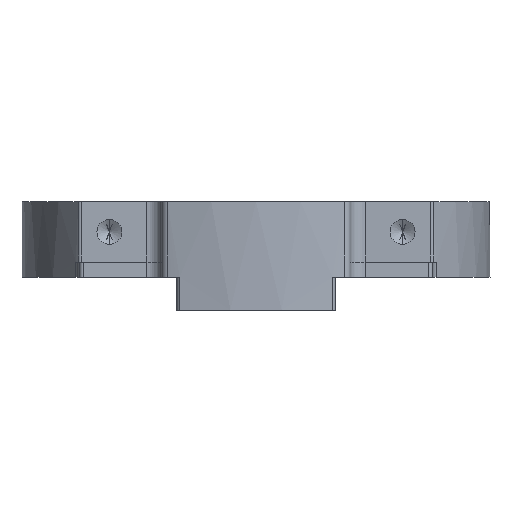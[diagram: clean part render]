
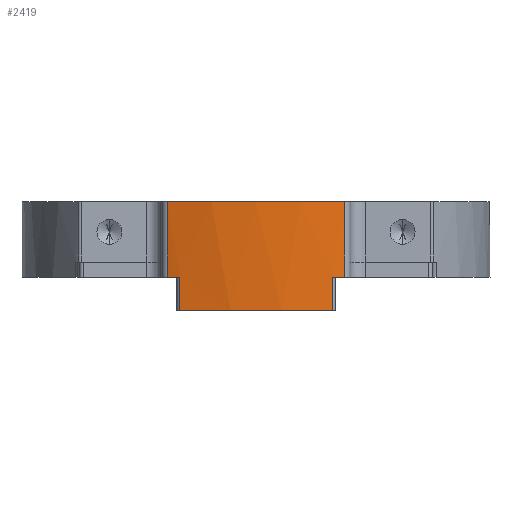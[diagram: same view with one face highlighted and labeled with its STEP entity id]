
A CAD part, front view. The second image highlights one B-rep face of the part: STEP entity #2419.
In plain terms, the highlighted cylindrical face has radius 41.1 mm (diameter 82.2 mm), a partial arc.
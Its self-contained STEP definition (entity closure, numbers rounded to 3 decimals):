
#133 = DIRECTION ( 'NONE',  ( 0., 0., -1. ) ) ;
#144 = LINE ( 'NONE', #907, #2994 ) ;
#145 = DIRECTION ( 'NONE',  ( 1., 0., 0. ) ) ;
#239 = VERTEX_POINT ( 'NONE', #1281 ) ;
#254 = CARTESIAN_POINT ( 'NONE',  ( -10.148, -39.828, 0. ) ) ;
#378 = VERTEX_POINT ( 'NONE', #2978 ) ;
#452 = ORIENTED_EDGE ( 'NONE', *, *, #3367, .T. ) ;
#578 = CARTESIAN_POINT ( 'NONE',  ( 0., 0., 10. ) ) ;
#713 = CIRCLE ( 'NONE', #1278, 41.1 ) ;
#723 = CARTESIAN_POINT ( 'NONE',  ( 0., 0., 0. ) ) ;
#759 = CARTESIAN_POINT ( 'NONE',  ( -11.787, -39.374, 10. ) ) ;
#806 = DIRECTION ( 'NONE',  ( 0., 0., -1. ) ) ;
#901 = EDGE_LOOP ( 'NONE', ( #3361, #1536, #452, #1295, #1161, #2738, #2426, #1867 ) ) ;
#907 = CARTESIAN_POINT ( 'NONE',  ( 11.787, -39.374, 10. ) ) ;
#921 = EDGE_CURVE ( 'NONE', #1689, #378, #3152, .T. ) ;
#937 = DIRECTION ( 'NONE',  ( 0., 0., -1. ) ) ;
#1027 = LINE ( 'NONE', #759, #2324 ) ;
#1062 = DIRECTION ( 'NONE',  ( 1., 0., 0. ) ) ;
#1073 = DIRECTION ( 'NONE',  ( 1., 0., 0. ) ) ;
#1132 = EDGE_CURVE ( 'NONE', #1689, #2288, #1251, .T. ) ;
#1136 = DIRECTION ( 'NONE',  ( 0., 0., 1. ) ) ;
#1161 = ORIENTED_EDGE ( 'NONE', *, *, #1972, .F. ) ;
#1229 = VERTEX_POINT ( 'NONE', #254 ) ;
#1243 = VERTEX_POINT ( 'NONE', #2644 ) ;
#1251 = LINE ( 'NONE', #2084, #2992 ) ;
#1278 = AXIS2_PLACEMENT_3D ( 'NONE', #723, #3336, #1759 ) ;
#1281 = CARTESIAN_POINT ( 'NONE',  ( -11.787, -39.374, 0. ) ) ;
#1295 = ORIENTED_EDGE ( 'NONE', *, *, #2777, .T. ) ;
#1408 = CARTESIAN_POINT ( 'NONE',  ( -10.148, -39.828, 10. ) ) ;
#1465 = EDGE_CURVE ( 'NONE', #1229, #378, #2759, .T. ) ;
#1487 = EDGE_CURVE ( 'NONE', #1243, #1737, #144, .T. ) ;
#1536 = ORIENTED_EDGE ( 'NONE', *, *, #1487, .T. ) ;
#1638 = VERTEX_POINT ( 'NONE', #3320 ) ;
#1689 = VERTEX_POINT ( 'NONE', #3180 ) ;
#1737 = VERTEX_POINT ( 'NONE', #2356 ) ;
#1759 = DIRECTION ( 'NONE',  ( 1., 0., 0. ) ) ;
#1788 = DIRECTION ( 'NONE',  ( 0., 0., 1. ) ) ;
#1826 = FACE_OUTER_BOUND ( 'NONE', #901, .T. ) ;
#1849 = CARTESIAN_POINT ( 'NONE',  ( 0., 0., -4.4 ) ) ;
#1867 = ORIENTED_EDGE ( 'NONE', *, *, #1132, .T. ) ;
#1972 = EDGE_CURVE ( 'NONE', #1229, #239, #713, .T. ) ;
#2084 = CARTESIAN_POINT ( 'NONE',  ( 10.148, -39.828, 10. ) ) ;
#2105 = VECTOR ( 'NONE', #133, 1000. ) ;
#2288 = VERTEX_POINT ( 'NONE', #2981 ) ;
#2324 = VECTOR ( 'NONE', #3352, 1000. ) ;
#2356 = CARTESIAN_POINT ( 'NONE',  ( 11.787, -39.374, 10. ) ) ;
#2419 = ADVANCED_FACE ( 'NONE', ( #1826 ), #2833, .T. ) ;
#2426 = ORIENTED_EDGE ( 'NONE', *, *, #921, .F. ) ;
#2453 = AXIS2_PLACEMENT_3D ( 'NONE', #578, #2679, #1062 ) ;
#2546 = CIRCLE ( 'NONE', #2453, 41.1 ) ;
#2643 = EDGE_CURVE ( 'NONE', #1243, #2288, #3277, .T. ) ;
#2644 = CARTESIAN_POINT ( 'NONE',  ( 11.787, -39.374, 0. ) ) ;
#2679 = DIRECTION ( 'NONE',  ( 0., 0., -1. ) ) ;
#2738 = ORIENTED_EDGE ( 'NONE', *, *, #1465, .T. ) ;
#2759 = LINE ( 'NONE', #1408, #2105 ) ;
#2777 = EDGE_CURVE ( 'NONE', #1638, #239, #1027, .T. ) ;
#2833 = CYLINDRICAL_SURFACE ( 'NONE', #3327, 41.1 ) ;
#2884 = AXIS2_PLACEMENT_3D ( 'NONE', #3009, #937, #145 ) ;
#2888 = DIRECTION ( 'NONE',  ( 0., 0., -1. ) ) ;
#2934 = AXIS2_PLACEMENT_3D ( 'NONE', #1849, #806, #1073 ) ;
#2978 = CARTESIAN_POINT ( 'NONE',  ( -10.148, -39.828, -4.4 ) ) ;
#2981 = CARTESIAN_POINT ( 'NONE',  ( 10.148, -39.828, 0. ) ) ;
#2992 = VECTOR ( 'NONE', #1788, 1000. ) ;
#2994 = VECTOR ( 'NONE', #1136, 1000. ) ;
#3009 = CARTESIAN_POINT ( 'NONE',  ( 0., 0., 0. ) ) ;
#3128 = CARTESIAN_POINT ( 'NONE',  ( 0., 0., 10. ) ) ;
#3152 = CIRCLE ( 'NONE', #2934, 41.1 ) ;
#3180 = CARTESIAN_POINT ( 'NONE',  ( 10.148, -39.828, -4.4 ) ) ;
#3277 = CIRCLE ( 'NONE', #2884, 41.1 ) ;
#3320 = CARTESIAN_POINT ( 'NONE',  ( -11.787, -39.374, 10. ) ) ;
#3327 = AXIS2_PLACEMENT_3D ( 'NONE', #3128, #2888, #3356 ) ;
#3336 = DIRECTION ( 'NONE',  ( 0., 0., -1. ) ) ;
#3352 = DIRECTION ( 'NONE',  ( 0., 0., -1. ) ) ;
#3356 = DIRECTION ( 'NONE',  ( -1., 0., 0. ) ) ;
#3361 = ORIENTED_EDGE ( 'NONE', *, *, #2643, .F. ) ;
#3367 = EDGE_CURVE ( 'NONE', #1737, #1638, #2546, .T. ) ;
